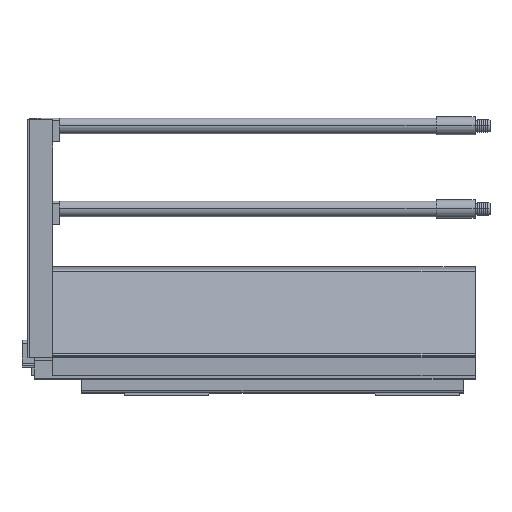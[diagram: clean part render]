
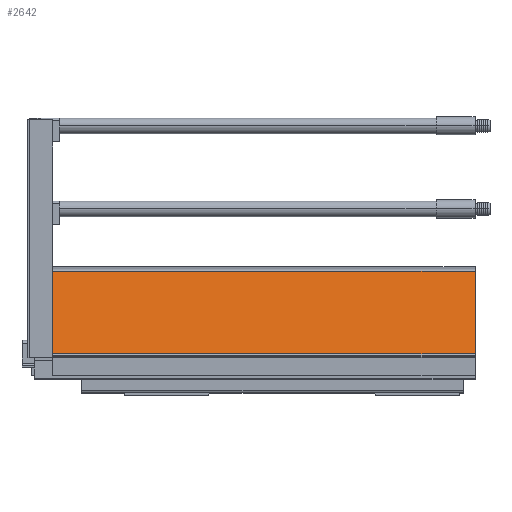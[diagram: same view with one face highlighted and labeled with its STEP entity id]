
A CAD part, top view. The second image highlights one B-rep face of the part: STEP entity #2642.
In plain terms, the highlighted planar face has unit normal (0, 0.208, 0.978).
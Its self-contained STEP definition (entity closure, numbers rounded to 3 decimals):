
#343 = DIRECTION ( 'NONE',  ( 1., 0., 0. ) ) ;
#1101 = VECTOR ( 'NONE', #10847, 1000. ) ;
#1433 = EDGE_CURVE ( 'NONE', #11725, #5849, #7089, .T. ) ;
#1640 = FACE_OUTER_BOUND ( 'NONE', #8421, .T. ) ;
#2095 = ORIENTED_EDGE ( 'NONE', *, *, #8558, .F. ) ;
#2642 = ADVANCED_FACE ( 'NONE', ( #1640 ), #8577, .T. ) ;
#2682 = VERTEX_POINT ( 'NONE', #7784 ) ;
#2882 = DIRECTION ( 'NONE',  ( 0., -0.978, 0.208 ) ) ;
#3393 = VECTOR ( 'NONE', #343, 1000. ) ;
#3639 = DIRECTION ( 'NONE',  ( 0., -0.978, 0.208 ) ) ;
#3741 = AXIS2_PLACEMENT_3D ( 'NONE', #5729, #12518, #3639 ) ;
#4039 = CARTESIAN_POINT ( 'NONE',  ( -325.5, 80.422, 21.003 ) ) ;
#4303 = CARTESIAN_POINT ( 'NONE',  ( 0., 17.084, 34.466 ) ) ;
#4748 = CARTESIAN_POINT ( 'NONE',  ( 0., 17.084, 34.466 ) ) ;
#4774 = LINE ( 'NONE', #9878, #1101 ) ;
#5024 = VECTOR ( 'NONE', #6237, 1000. ) ;
#5228 = ORIENTED_EDGE ( 'NONE', *, *, #1433, .T. ) ;
#5729 = CARTESIAN_POINT ( 'NONE',  ( -342., 80.422, 21.003 ) ) ;
#5849 = VERTEX_POINT ( 'NONE', #4748 ) ;
#6237 = DIRECTION ( 'NONE',  ( 0., -0.978, 0.208 ) ) ;
#7089 = LINE ( 'NONE', #4303, #3393 ) ;
#7784 = CARTESIAN_POINT ( 'NONE',  ( -325.5, 80.422, 21.003 ) ) ;
#8242 = LINE ( 'NONE', #4039, #5024 ) ;
#8421 = EDGE_LOOP ( 'NONE', ( #11216, #12545, #5228, #2095 ) ) ;
#8558 = EDGE_CURVE ( 'NONE', #11120, #5849, #11640, .T. ) ;
#8577 = PLANE ( 'NONE',  #3741 ) ;
#8792 = CARTESIAN_POINT ( 'NONE',  ( 0., 80.422, 21.003 ) ) ;
#9091 = EDGE_CURVE ( 'NONE', #2682, #11725, #8242, .T. ) ;
#9333 = CARTESIAN_POINT ( 'NONE',  ( 0., 80.422, 21.003 ) ) ;
#9878 = CARTESIAN_POINT ( 'NONE',  ( -342., 80.422, 21.003 ) ) ;
#9896 = CARTESIAN_POINT ( 'NONE',  ( -325.5, 17.084, 34.466 ) ) ;
#10365 = EDGE_CURVE ( 'NONE', #2682, #11120, #4774, .T. ) ;
#10847 = DIRECTION ( 'NONE',  ( 1., 0., 0. ) ) ;
#11120 = VERTEX_POINT ( 'NONE', #9333 ) ;
#11207 = VECTOR ( 'NONE', #2882, 1000. ) ;
#11216 = ORIENTED_EDGE ( 'NONE', *, *, #10365, .F. ) ;
#11640 = LINE ( 'NONE', #8792, #11207 ) ;
#11725 = VERTEX_POINT ( 'NONE', #9896 ) ;
#12518 = DIRECTION ( 'NONE',  ( 0., 0.208, 0.978 ) ) ;
#12545 = ORIENTED_EDGE ( 'NONE', *, *, #9091, .T. ) ;
